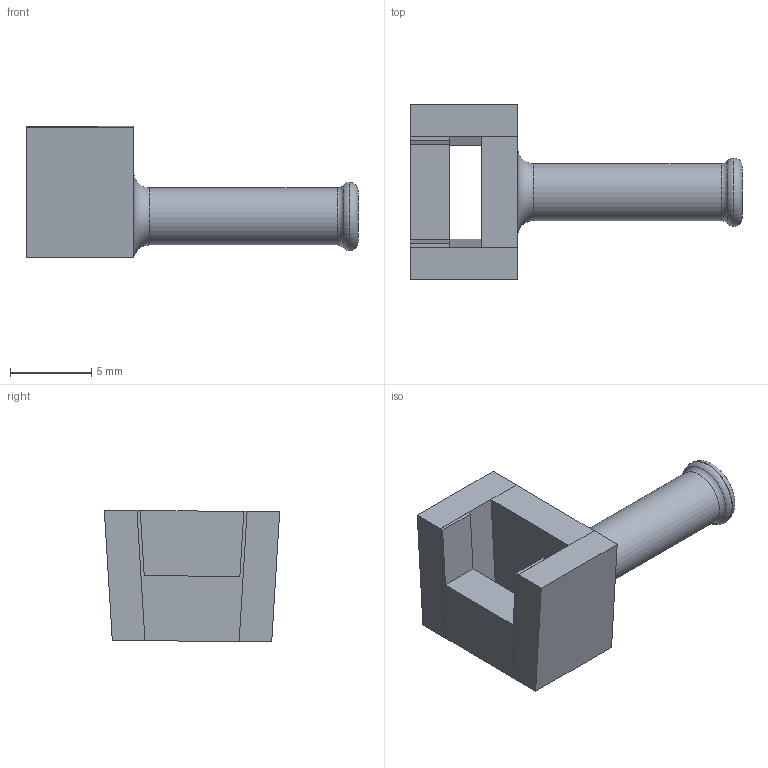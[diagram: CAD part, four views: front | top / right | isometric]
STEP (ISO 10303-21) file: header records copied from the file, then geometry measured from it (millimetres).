
FILE_DESCRIPTION(/* description */ (''),/* implementation_level */ '2;1');
FILE_NAME(/* name */ 'adaptador direo servo v2.step',/* time_stamp */ '2025-08-08T23:55:18-03:00',/* author */ (''),/* organization */ (''),/* preprocessor_version */ 'ST-DEVELOPER v20.1',/* originating_system */ 'Autodesk Translation Framework v14.10.0.0',/* authorisation */ '');
FILE_SCHEMA (('AUTOMOTIVE_DESIGN { 1 0 10303 214 3 1 1 }'));
Length unit declared in the file: millimetre
Products named in the file (1): adaptador direção servo
Bounding box: 20.4 x 10.78 x 8.11 mm (x, y, z)
Volume: 522.4 mm3; surface area: 782.2 mm2
Topology: 4 solids, 4 shells, 35 faces, 79 edges, 52 vertices
Faces by surface type: plane 29, torus 4, cylinder 2
Full cylindrical faces by diameter (mm): 3.5 x1, 4.2 x1
Entity records: 1009 total; most frequent: CARTESIAN_POINT 179, DIRECTION 163, ORIENTED_EDGE 158, EDGE_CURVE 79, LINE 63, VECTOR 63, VERTEX_POINT 52, AXIS2_PLACEMENT_3D 50
